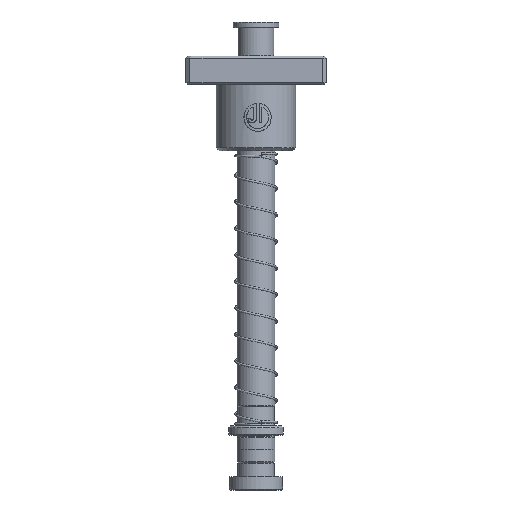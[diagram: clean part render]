
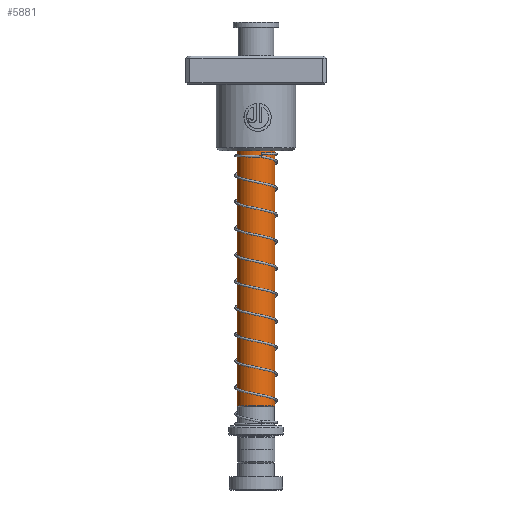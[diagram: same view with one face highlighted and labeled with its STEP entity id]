
A CAD part, front view. The second image highlights one B-rep face of the part: STEP entity #5881.
In plain terms, the highlighted cylindrical face has radius 10.009 mm (diameter 20.018 mm), a partial arc.
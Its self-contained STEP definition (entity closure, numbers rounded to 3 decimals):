
#3416 = CARTESIAN_POINT ( 'NONE',  ( 10.009, 0., 30.5 ) ) ;
#4232 = VECTOR ( 'NONE', #29849, 1000. ) ;
#5150 = LINE ( 'NONE', #17444, #4232 ) ;
#5516 = VERTEX_POINT ( 'NONE', #10181 ) ;
#5881 = ADVANCED_FACE ( 'NONE', ( #12172 ), #8460, .T. ) ;
#7377 = DIRECTION ( 'NONE',  ( 0., 0., -1. ) ) ;
#8460 = CYLINDRICAL_SURFACE ( 'NONE', #33831, 10.009 ) ;
#9200 = ORIENTED_EDGE ( 'NONE', *, *, #10879, .T. ) ;
#9522 = LINE ( 'NONE', #14438, #20109 ) ;
#10181 = CARTESIAN_POINT ( 'NONE',  ( 10.009, 0., 213. ) ) ;
#10879 = EDGE_CURVE ( 'NONE', #5516, #27202, #17446, .T. ) ;
#11447 = DIRECTION ( 'NONE',  ( 1., 0., 0. ) ) ;
#12172 = FACE_OUTER_BOUND ( 'NONE', #18520, .T. ) ;
#13039 = EDGE_CURVE ( 'NONE', #32812, #33186, #29948, .T. ) ;
#14438 = CARTESIAN_POINT ( 'NONE',  ( 10.009, 0., 215. ) ) ;
#14938 = DIRECTION ( 'NONE',  ( 0., 0., -1. ) ) ;
#16546 = EDGE_CURVE ( 'NONE', #5516, #33186, #9522, .T. ) ;
#17444 = CARTESIAN_POINT ( 'NONE',  ( -10.009, 0., 215. ) ) ;
#17446 = CIRCLE ( 'NONE', #35155, 10.009 ) ;
#18420 = ORIENTED_EDGE ( 'NONE', *, *, #13039, .T. ) ;
#18520 = EDGE_LOOP ( 'NONE', ( #35390, #9200, #23941, #18420 ) ) ;
#20109 = VECTOR ( 'NONE', #14938, 1000. ) ;
#20423 = CARTESIAN_POINT ( 'NONE',  ( 0., 0., 30.5 ) ) ;
#23026 = DIRECTION ( 'NONE',  ( 1., 0., 0. ) ) ;
#23159 = CARTESIAN_POINT ( 'NONE',  ( 0., 0., 213. ) ) ;
#23941 = ORIENTED_EDGE ( 'NONE', *, *, #34229, .T. ) ;
#25016 = CARTESIAN_POINT ( 'NONE',  ( 0., 0., 215. ) ) ;
#26142 = DIRECTION ( 'NONE',  ( 0., 0., -1. ) ) ;
#27202 = VERTEX_POINT ( 'NONE', #35494 ) ;
#28509 = DIRECTION ( 'NONE',  ( -1., 0., 0. ) ) ;
#29849 = DIRECTION ( 'NONE',  ( 0., 0., -1. ) ) ;
#29948 = CIRCLE ( 'NONE', #35038, 10.009 ) ;
#32812 = VERTEX_POINT ( 'NONE', #36924 ) ;
#33186 = VERTEX_POINT ( 'NONE', #3416 ) ;
#33831 = AXIS2_PLACEMENT_3D ( 'NONE', #25016, #7377, #28509 ) ;
#34229 = EDGE_CURVE ( 'NONE', #27202, #32812, #5150, .T. ) ;
#35038 = AXIS2_PLACEMENT_3D ( 'NONE', #20423, #35284, #23026 ) ;
#35155 = AXIS2_PLACEMENT_3D ( 'NONE', #23159, #26142, #11447 ) ;
#35284 = DIRECTION ( 'NONE',  ( 0., 0., 1. ) ) ;
#35390 = ORIENTED_EDGE ( 'NONE', *, *, #16546, .F. ) ;
#35494 = CARTESIAN_POINT ( 'NONE',  ( -10.009, 0., 213. ) ) ;
#36924 = CARTESIAN_POINT ( 'NONE',  ( -10.009, 0., 30.5 ) ) ;
